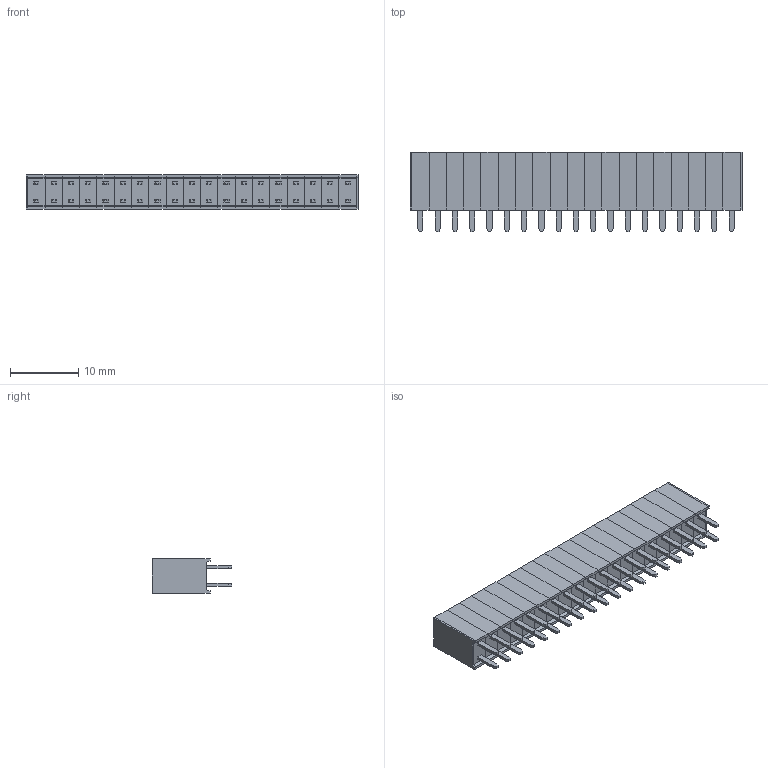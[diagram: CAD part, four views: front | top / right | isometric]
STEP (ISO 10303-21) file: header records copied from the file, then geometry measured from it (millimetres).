
FILE_DESCRIPTION (( 'STEP AP214' ), '1' );
FILE_NAME ('NPPC192LFBN-RC.STEP', '2024-10-30T11:30:18', ( '' ), ( '' ), 'SwSTEP 2.0', 'SolidWorks 2021', '' );
FILE_SCHEMA (( 'AUTOMOTIVE_DESIGN' ));
Length unit declared in the file: millimetre
Products named in the file (3): Pin - Gold; NPPC192LFBN-RC; NPPC202LFBN-RC_C19
Assembly tree (20 placements, depth 2):
  NPPC192LFBN-RC
    NPPC202LFBN-RC_C19
    Pin - Gold  x19
Bounding box: 48.77 x 11.71 x 5.08 mm (x, y, z)
Volume: 2002.7 mm3; surface area: 3560.1 mm2
Topology: 59 solids, 59 shells, 856 faces, 1948 edges, 1248 vertices
Faces by surface type: plane 856
Entity records: 15891 total; most frequent: CARTESIAN_POINT 2707, ORIENTED_EDGE 2600, DIRECTION 2482, LINE 1300, EDGE_CURVE 1300, VECTOR 1300, VERTEX_POINT 816, EDGE_LOOP 606
